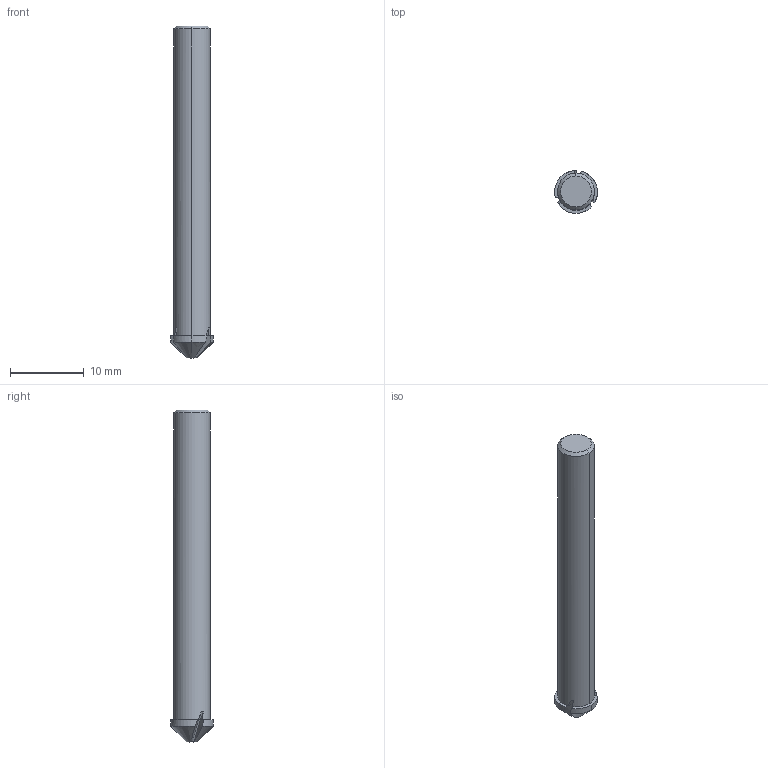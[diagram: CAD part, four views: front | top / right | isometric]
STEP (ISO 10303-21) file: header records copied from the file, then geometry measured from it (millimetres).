
FILE_DESCRIPTION(('no description'),'unknown implementation level');
FILE_NAME('11500016-Detail.stp',' ',('CIM GmbH Aachen'),('CADClick - KiM GmbH - www.kimweb.de'),'unknown preprocess','ACIS','unknown authorization');
FILE_SCHEMA(('automotive_design'));
Length unit declared in the file: millimetre
Products named in the file (2): 1; 2
Bounding box: 5.8 x 5.8 x 45 mm (x, y, z)
Volume: 865.1 mm3; surface area: 785.9 mm2
Topology: 2 solids, 2 shells, 39 faces, 101 edges, 66 vertices
Faces by surface type: bspline 18, cone 7, cylinder 7, plane 7
Entity records: 3217 total; most frequent: CARTESIAN_POINT 1204, STYLED_ITEM 208, PRESENTATION_STYLE_ASSIGNMENT 208, COLOUR_RGB 208, ORIENTED_EDGE 202, DIRECTION 121, EDGE_CURVE 101, CURVE_STYLE 101
